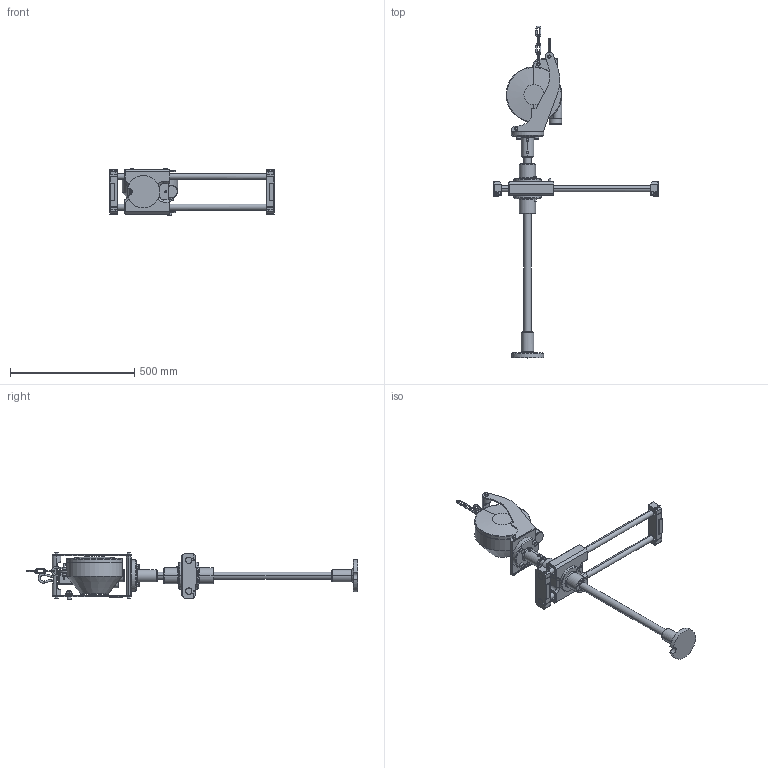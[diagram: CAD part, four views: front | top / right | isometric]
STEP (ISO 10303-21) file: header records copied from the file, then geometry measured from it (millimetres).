
FILE_DESCRIPTION((''),'2;1');
FILE_NAME('8202900324_SW','2019-10-30T13:42:34',('Toocsr'),(''),'CREO PARAMETRIC BY PTC INC, 2018100','CREO PARAMETRIC BY PTC INC, 2018100','');
FILE_SCHEMA(('AP242_MANAGED_MODEL_BASED_3D_ENGINEERING_MIM_LF { 1 0 10303 442 1 1 4 }'));
Length unit declared in the file: millimetre
Products named in the file (1): 8202900324_SW
Bounding box: 660 x 1334.65 x 188 mm (x, y, z)
Volume: 9354708.5 mm3; surface area: 881956.6 mm2
Topology: 5 solids, 7 shells, 911 faces, 2231 edges, 1369 vertices
Faces by surface type: plane 363, cylinder 274, cone 129, torus 93, bspline 46, sphere 4, extrusion 2
Entity records: 36353 total; most frequent: CARTESIAN_POINT 13224, DIRECTION 4565, ORIENTED_EDGE 4438, EDGE_CURVE 2219, AXIS2_PLACEMENT_3D 1759, VERTEX_POINT 1369, VECTOR 1047, LINE 1045
